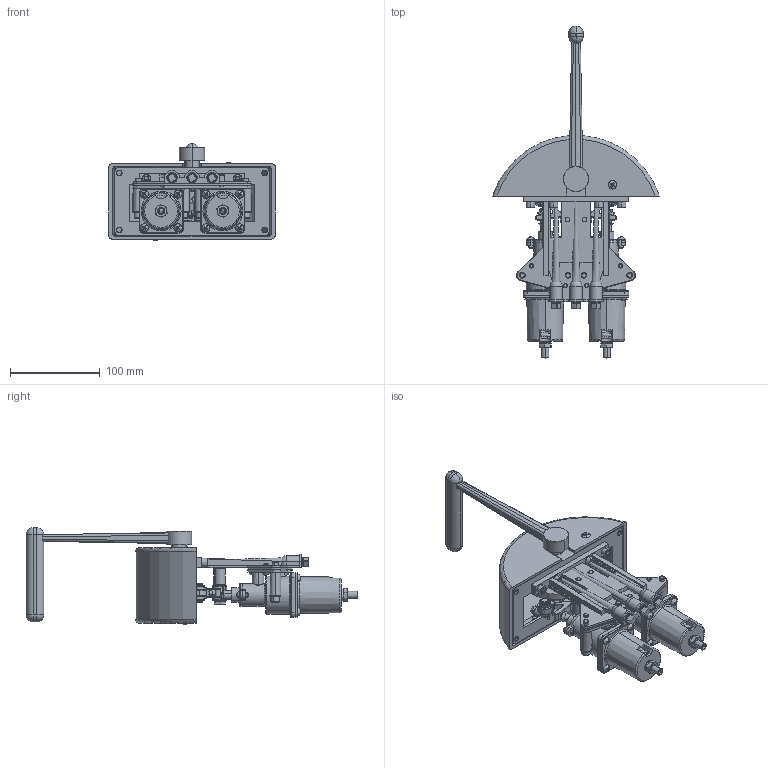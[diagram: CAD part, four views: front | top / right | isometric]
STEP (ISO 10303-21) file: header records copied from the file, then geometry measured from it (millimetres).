
FILE_DESCRIPTION (( 'STEP AP214' ), '1' );
FILE_NAME ('2543-CHR.STEP', '2024-03-06T21:21:42', ( '' ), ( '' ), 'SwSTEP 2.0', 'SolidWorks 2023', '' );
FILE_SCHEMA (( 'AUTOMOTIVE_DESIGN' ));
Length unit declared in the file: inch
Products named in the file (1): 2543-CHR
Bounding box: 185.52 x 369.4 x 107.64 mm (x, y, z)
Surface area: 270244.8 mm2 (no closed solid volume)
Topology: 0 solids, 126 shells, 1447 faces, 4788 edges, 3344 vertices
Faces by surface type: plane 527, cylinder 390, cone 262, torus 153, bspline 101, sphere 14
Entity records: 76885 total; most frequent: CARTESIAN_POINT 36602, DIRECTION 8519, ORIENTED_EDGE 7441, EDGE_CURVE 4768, VERTEX_POINT 3340, AXIS2_PLACEMENT_3D 3304, CIRCLE 1957, VECTOR 1911
